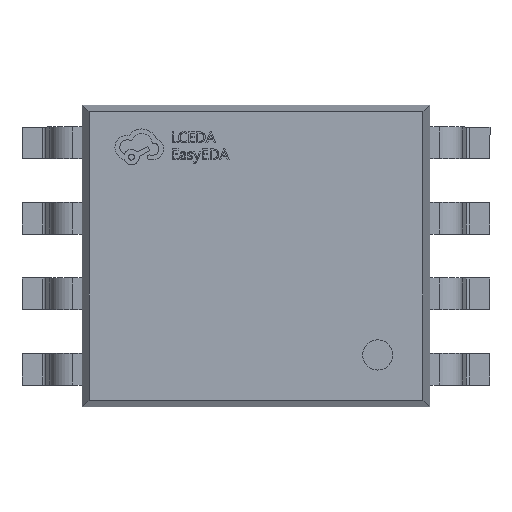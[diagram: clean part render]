
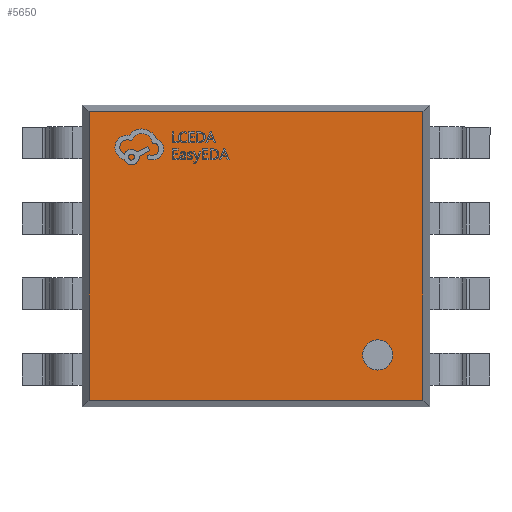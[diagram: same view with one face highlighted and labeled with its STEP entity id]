
A CAD part, top view. The second image highlights one B-rep face of the part: STEP entity #5650.
In plain terms, the highlighted planar face has unit normal (0, 0, 1).
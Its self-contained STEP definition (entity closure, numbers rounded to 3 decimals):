
#133 = DIRECTION ( 'NONE',  ( 0., -1., 0. ) ) ;
#307 = FACE_OUTER_BOUND ( 'NONE', #18502, .T. ) ;
#406 = PLANE ( 'NONE',  #11970 ) ;
#658 = EDGE_CURVE ( 'NONE', #15687, #1196, #5685, .T. ) ;
#954 = CARTESIAN_POINT ( 'NONE',  ( -1.106, -0.956, 0.315 ) ) ;
#1196 = VERTEX_POINT ( 'NONE', #954 ) ;
#2393 = DIRECTION ( 'NONE',  ( -1., 0., 0. ) ) ;
#2457 = VECTOR ( 'NONE', #2393, 1000. ) ;
#2939 = EDGE_LOOP ( 'NONE', ( #18264, #16228 ) ) ;
#3211 = CARTESIAN_POINT ( 'NONE',  ( -1.106, 0., 0.315 ) ) ;
#4486 = ORIENTED_EDGE ( 'NONE', *, *, #13517, .F. ) ;
#4762 = VERTEX_POINT ( 'NONE', #6881 ) ;
#5308 = ORIENTED_EDGE ( 'NONE', *, *, #5437, .F. ) ;
#5437 = EDGE_CURVE ( 'NONE', #4762, #15687, #14656, .T. ) ;
#5650 = ADVANCED_FACE ( 'NONE', ( #7680, #307 ), #406, .F. ) ;
#5685 = LINE ( 'NONE', #12929, #2457 ) ;
#6231 = CARTESIAN_POINT ( 'NONE',  ( 0.806, -0.656, 0.315 ) ) ;
#6494 = DIRECTION ( 'NONE',  ( 0., 0., -1. ) ) ;
#6881 = CARTESIAN_POINT ( 'NONE',  ( 1.106, 0.956, 0.315 ) ) ;
#7680 = FACE_BOUND ( 'NONE', #2939, .T. ) ;
#8135 = CARTESIAN_POINT ( 'NONE',  ( 1.106, -0.956, 0.315 ) ) ;
#8519 = CIRCLE ( 'NONE', #10381, 0.1 ) ;
#8547 = CIRCLE ( 'NONE', #10413, 0.1 ) ;
#8569 = ORIENTED_EDGE ( 'NONE', *, *, #17798, .F. ) ;
#9335 = VERTEX_POINT ( 'NONE', #10199 ) ;
#9962 = DIRECTION ( 'NONE',  ( 0., -1., 0. ) ) ;
#10199 = CARTESIAN_POINT ( 'NONE',  ( 0.806, -0.756, 0.315 ) ) ;
#10381 = AXIS2_PLACEMENT_3D ( 'NONE', #6231, #16783, #133 ) ;
#10413 = AXIS2_PLACEMENT_3D ( 'NONE', #14308, #11430, #17515 ) ;
#11036 = DIRECTION ( 'NONE',  ( 0., 1., 0. ) ) ;
#11075 = CARTESIAN_POINT ( 'NONE',  ( -1.106, 0.956, 0.315 ) ) ;
#11320 = CARTESIAN_POINT ( 'NONE',  ( 0.806, -0.556, 0.315 ) ) ;
#11430 = DIRECTION ( 'NONE',  ( 0., 0., 1. ) ) ;
#11666 = CARTESIAN_POINT ( 'NONE',  ( 1.106, 0., 0.315 ) ) ;
#11970 = AXIS2_PLACEMENT_3D ( 'NONE', #14037, #6494, #11036 ) ;
#12093 = CARTESIAN_POINT ( 'NONE',  ( 0., 0.956, 0.315 ) ) ;
#12539 = DIRECTION ( 'NONE',  ( 0., 1., 0. ) ) ;
#12929 = CARTESIAN_POINT ( 'NONE',  ( 0., -0.956, 0.315 ) ) ;
#13489 = VERTEX_POINT ( 'NONE', #11320 ) ;
#13517 = EDGE_CURVE ( 'NONE', #13891, #4762, #15091, .T. ) ;
#13891 = VERTEX_POINT ( 'NONE', #11075 ) ;
#14037 = CARTESIAN_POINT ( 'NONE',  ( 0., 0., 0.315 ) ) ;
#14308 = CARTESIAN_POINT ( 'NONE',  ( 0.806, -0.656, 0.315 ) ) ;
#14656 = LINE ( 'NONE', #11666, #14870 ) ;
#14870 = VECTOR ( 'NONE', #9962, 1000. ) ;
#15075 = EDGE_CURVE ( 'NONE', #13489, #9335, #8519, .T. ) ;
#15091 = LINE ( 'NONE', #12093, #18717 ) ;
#15119 = VECTOR ( 'NONE', #12539, 1000. ) ;
#15687 = VERTEX_POINT ( 'NONE', #8135 ) ;
#15706 = EDGE_CURVE ( 'NONE', #9335, #13489, #8547, .T. ) ;
#16228 = ORIENTED_EDGE ( 'NONE', *, *, #15075, .F. ) ;
#16315 = DIRECTION ( 'NONE',  ( 1., 0., 0. ) ) ;
#16783 = DIRECTION ( 'NONE',  ( 0., 0., 1. ) ) ;
#17515 = DIRECTION ( 'NONE',  ( 0., -1., 0. ) ) ;
#17798 = EDGE_CURVE ( 'NONE', #1196, #13891, #18526, .T. ) ;
#17934 = ORIENTED_EDGE ( 'NONE', *, *, #658, .F. ) ;
#18264 = ORIENTED_EDGE ( 'NONE', *, *, #15706, .F. ) ;
#18502 = EDGE_LOOP ( 'NONE', ( #4486, #8569, #17934, #5308 ) ) ;
#18526 = LINE ( 'NONE', #3211, #15119 ) ;
#18717 = VECTOR ( 'NONE', #16315, 1000. ) ;
